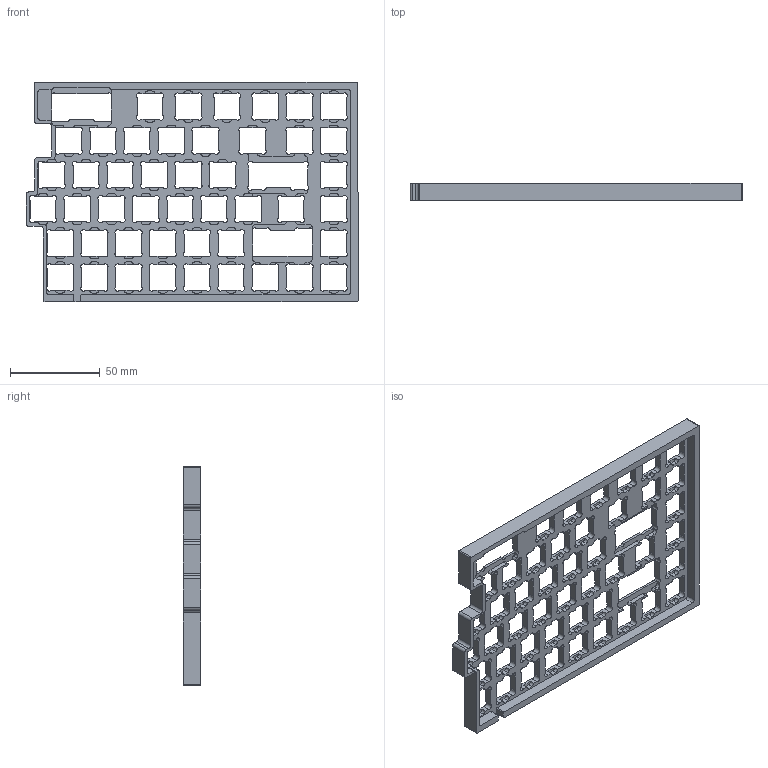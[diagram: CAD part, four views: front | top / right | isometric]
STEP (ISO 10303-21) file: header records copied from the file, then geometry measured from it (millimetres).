
FILE_DESCRIPTION (( 'STEP AP214' ), '1' );
FILE_NAME ('EnclosedPlate-Right.STEP', '2022-09-28T04:13:23', ( '' ), ( '' ), 'SwSTEP 2.0', 'SolidWorks 2022', '' );
FILE_SCHEMA (( 'AUTOMOTIVE_DESIGN' ));
Length unit declared in the file: millimetre
Products named in the file (1): EnclosedPlate-Right
Bounding box: 184.97 x 9.5 x 122.3 mm (x, y, z)
Volume: 50910.1 mm3; surface area: 42771.8 mm2
Topology: 1 solids, 1 shells, 961 faces, 2913 edges, 1942 vertices
Faces by surface type: cylinder 531, plane 430
Entity records: 33256 total; most frequent: DIRECTION 5916, ORIENTED_EDGE 5826, CARTESIAN_POINT 5817, EDGE_CURVE 2913, AXIS2_PLACEMENT_3D 2041, VERTEX_POINT 1942, LINE 1834, VECTOR 1834
